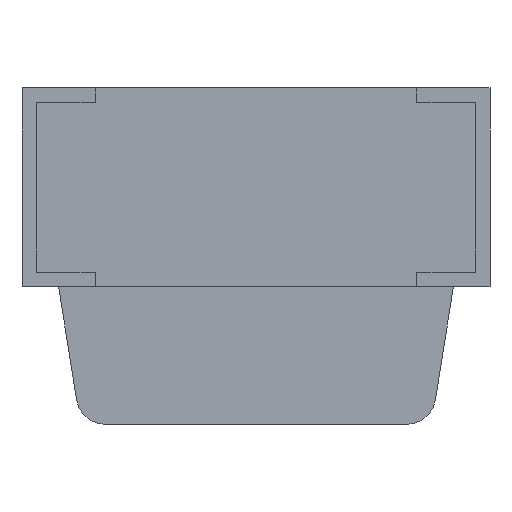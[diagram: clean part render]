
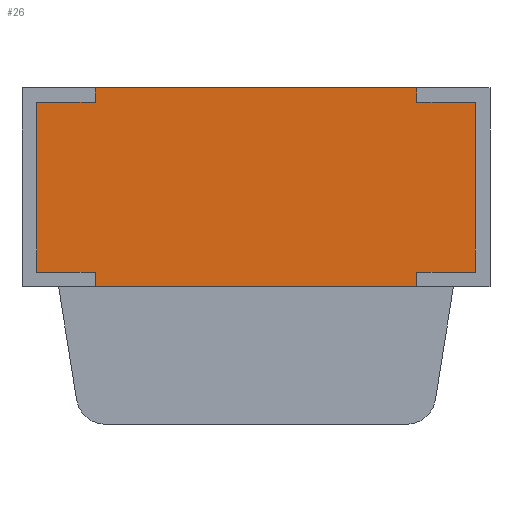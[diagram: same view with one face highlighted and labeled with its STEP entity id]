
A CAD part, front view. The second image highlights one B-rep face of the part: STEP entity #26.
In plain terms, the highlighted planar face has unit normal (0, -1, 0).
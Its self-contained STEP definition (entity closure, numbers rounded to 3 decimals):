
#26 = ADVANCED_FACE ( 'NONE', ( #840 ), #159, .T. ) ;
#53 = VERTEX_POINT ( 'NONE', #189 ) ;
#93 = VERTEX_POINT ( 'NONE', #390 ) ;
#136 = VERTEX_POINT ( 'NONE', #1081 ) ;
#151 = DIRECTION ( 'NONE',  ( 0., 0., -1. ) ) ;
#153 = DIRECTION ( 'NONE',  ( 0., -1., 0. ) ) ;
#154 = VERTEX_POINT ( 'NONE', #1076 ) ;
#158 = VERTEX_POINT ( 'NONE', #1077 ) ;
#159 = PLANE ( 'NONE',  #1491 ) ;
#169 = VERTEX_POINT ( 'NONE', #1083 ) ;
#177 = CARTESIAN_POINT ( 'NONE',  ( -0.55, 0., 0. ) ) ;
#189 = CARTESIAN_POINT ( 'NONE',  ( 0.75, 0., -0.05 ) ) ;
#216 = VERTEX_POINT ( 'NONE', #1303 ) ;
#390 = CARTESIAN_POINT ( 'NONE',  ( -0.55, 0., 0. ) ) ;
#462 = VERTEX_POINT ( 'NONE', #1145 ) ;
#469 = VERTEX_POINT ( 'NONE', #1301 ) ;
#473 = VERTEX_POINT ( 'NONE', #1159 ) ;
#482 = VERTEX_POINT ( 'NONE', #1166 ) ;
#483 = VERTEX_POINT ( 'NONE', #1165 ) ;
#511 = ORIENTED_EDGE ( 'NONE', *, *, #1613, .F. ) ;
#514 = ORIENTED_EDGE ( 'NONE', *, *, #1666, .F. ) ;
#528 = ORIENTED_EDGE ( 'NONE', *, *, #1615, .F. ) ;
#531 = ORIENTED_EDGE ( 'NONE', *, *, #1611, .F. ) ;
#548 = ORIENTED_EDGE ( 'NONE', *, *, #1628, .F. ) ;
#560 = ORIENTED_EDGE ( 'NONE', *, *, #1653, .F. ) ;
#567 = ORIENTED_EDGE ( 'NONE', *, *, #1581, .F. ) ;
#580 = ORIENTED_EDGE ( 'NONE', *, *, #1582, .F. ) ;
#582 = ORIENTED_EDGE ( 'NONE', *, *, #1606, .F. ) ;
#592 = EDGE_LOOP ( 'NONE', ( #560, #582, #531, #580, #567, #528, #511, #548, #514, #635, #636, #637 ) ) ;
#635 = ORIENTED_EDGE ( 'NONE', *, *, #1662, .F. ) ;
#636 = ORIENTED_EDGE ( 'NONE', *, *, #1663, .F. ) ;
#637 = ORIENTED_EDGE ( 'NONE', *, *, #1656, .F. ) ;
#840 = FACE_OUTER_BOUND ( 'NONE', #592, .T. ) ;
#918 = LINE ( 'NONE', #1351, #933 ) ;
#931 = LINE ( 'NONE', #1349, #932 ) ;
#932 = VECTOR ( 'NONE', #1348, 1000. ) ;
#933 = VECTOR ( 'NONE', #1345, 1000. ) ;
#967 = LINE ( 'NONE', #1287, #982 ) ;
#972 = LINE ( 'NONE', #1295, #973 ) ;
#973 = VECTOR ( 'NONE', #1294, 1000. ) ;
#978 = LINE ( 'NONE', #1289, #979 ) ;
#979 = VECTOR ( 'NONE', #1288, 1000. ) ;
#982 = VECTOR ( 'NONE', #1284, 1000. ) ;
#984 = LINE ( 'NONE', #1283, #985 ) ;
#985 = VECTOR ( 'NONE', #1282, 1000. ) ;
#1004 = LINE ( 'NONE', #1248, #1005 ) ;
#1005 = VECTOR ( 'NONE', #1246, 1000. ) ;
#1040 = LINE ( 'NONE', #1189, #1041 ) ;
#1041 = VECTOR ( 'NONE', #1188, 1000. ) ;
#1043 = LINE ( 'NONE', #1155, #1056 ) ;
#1045 = LINE ( 'NONE', #1174, #1046 ) ;
#1046 = VECTOR ( 'NONE', #1173, 1000. ) ;
#1056 = VECTOR ( 'NONE', #1137, 1000. ) ;
#1057 = LINE ( 'NONE', #1135, #1058 ) ;
#1058 = VECTOR ( 'NONE', #1134, 1000. ) ;
#1063 = LINE ( 'NONE', #1093, #1064 ) ;
#1064 = VECTOR ( 'NONE', #1130, 1000. ) ;
#1076 = CARTESIAN_POINT ( 'NONE',  ( -0.55, 0., -0.68 ) ) ;
#1077 = CARTESIAN_POINT ( 'NONE',  ( 0.55, 0., -0.68 ) ) ;
#1081 = CARTESIAN_POINT ( 'NONE',  ( 0.55, 0., -0.63 ) ) ;
#1083 = CARTESIAN_POINT ( 'NONE',  ( 0.55, 0., 0. ) ) ;
#1093 = CARTESIAN_POINT ( 'NONE',  ( 0.75, 0., -0.63 ) ) ;
#1130 = DIRECTION ( 'NONE',  ( -1., 0., 0. ) ) ;
#1134 = DIRECTION ( 'NONE',  ( 1., 0., 0. ) ) ;
#1135 = CARTESIAN_POINT ( 'NONE',  ( 0.55, 0., -0.05 ) ) ;
#1137 = DIRECTION ( 'NONE',  ( 0., 0., -1. ) ) ;
#1145 = CARTESIAN_POINT ( 'NONE',  ( -0.55, 0., -0.63 ) ) ;
#1155 = CARTESIAN_POINT ( 'NONE',  ( 0.75, 0., -0.05 ) ) ;
#1159 = CARTESIAN_POINT ( 'NONE',  ( -0.75, 0., -0.63 ) ) ;
#1165 = CARTESIAN_POINT ( 'NONE',  ( -0.55, 0., -0.05 ) ) ;
#1166 = CARTESIAN_POINT ( 'NONE',  ( 0.75, 0., -0.63 ) ) ;
#1173 = DIRECTION ( 'NONE',  ( 0., 0., -1. ) ) ;
#1174 = CARTESIAN_POINT ( 'NONE',  ( 0.55, 0., 0. ) ) ;
#1188 = DIRECTION ( 'NONE',  ( 1., 0., 0. ) ) ;
#1189 = CARTESIAN_POINT ( 'NONE',  ( 0.55, 0., 0. ) ) ;
#1246 = DIRECTION ( 'NONE',  ( 0., 0., -1. ) ) ;
#1248 = CARTESIAN_POINT ( 'NONE',  ( 0.55, 0., -0.63 ) ) ;
#1282 = DIRECTION ( 'NONE',  ( 0., 0., 1. ) ) ;
#1283 = CARTESIAN_POINT ( 'NONE',  ( -0.55, 0., -0.63 ) ) ;
#1284 = DIRECTION ( 'NONE',  ( -1., 0., 0. ) ) ;
#1287 = CARTESIAN_POINT ( 'NONE',  ( 0.55, 0., -0.68 ) ) ;
#1288 = DIRECTION ( 'NONE',  ( 1., 0., 0. ) ) ;
#1289 = CARTESIAN_POINT ( 'NONE',  ( -0.55, 0., -0.05 ) ) ;
#1294 = DIRECTION ( 'NONE',  ( 0., 0., 1. ) ) ;
#1295 = CARTESIAN_POINT ( 'NONE',  ( -0.55, 0., 0. ) ) ;
#1301 = CARTESIAN_POINT ( 'NONE',  ( 0.55, 0., -0.05 ) ) ;
#1303 = CARTESIAN_POINT ( 'NONE',  ( -0.75, 0., -0.05 ) ) ;
#1345 = DIRECTION ( 'NONE',  ( 0., 0., 1. ) ) ;
#1348 = DIRECTION ( 'NONE',  ( -1., 0., 0. ) ) ;
#1349 = CARTESIAN_POINT ( 'NONE',  ( -0.75, 0., -0.63 ) ) ;
#1351 = CARTESIAN_POINT ( 'NONE',  ( -0.75, 0., -0.05 ) ) ;
#1491 = AXIS2_PLACEMENT_3D ( 'NONE', #177, #153, #151 ) ;
#1581 = EDGE_CURVE ( 'NONE', #462, #473, #931, .T. ) ;
#1582 = EDGE_CURVE ( 'NONE', #473, #216, #918, .T. ) ;
#1606 = EDGE_CURVE ( 'NONE', #483, #93, #972, .T. ) ;
#1611 = EDGE_CURVE ( 'NONE', #216, #483, #978, .T. ) ;
#1613 = EDGE_CURVE ( 'NONE', #158, #154, #967, .T. ) ;
#1615 = EDGE_CURVE ( 'NONE', #154, #462, #984, .T. ) ;
#1628 = EDGE_CURVE ( 'NONE', #136, #158, #1004, .T. ) ;
#1653 = EDGE_CURVE ( 'NONE', #93, #169, #1040, .T. ) ;
#1656 = EDGE_CURVE ( 'NONE', #169, #469, #1045, .T. ) ;
#1662 = EDGE_CURVE ( 'NONE', #53, #482, #1043, .T. ) ;
#1663 = EDGE_CURVE ( 'NONE', #469, #53, #1057, .T. ) ;
#1666 = EDGE_CURVE ( 'NONE', #482, #136, #1063, .T. ) ;
